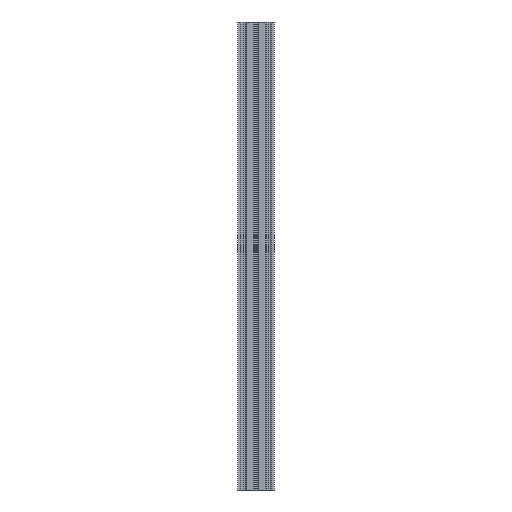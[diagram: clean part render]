
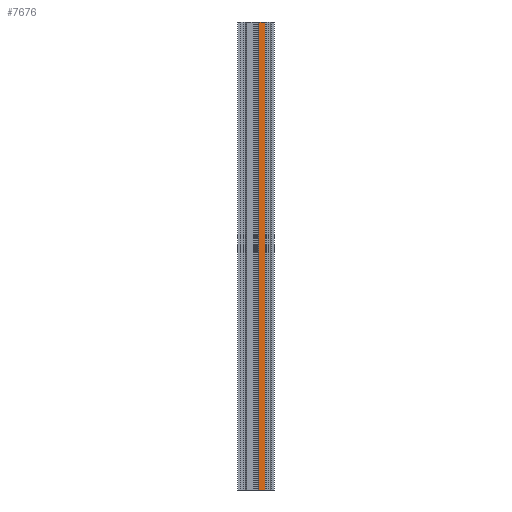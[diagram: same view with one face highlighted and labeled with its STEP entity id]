
A CAD part, left-side view. The second image highlights one B-rep face of the part: STEP entity #7676.
In plain terms, the highlighted planar face has unit normal (-1, 0, 0).
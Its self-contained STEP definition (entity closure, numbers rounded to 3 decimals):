
#32 = PLANE('',#33);
#33 = AXIS2_PLACEMENT_3D('',#34,#35,#36);
#34 = CARTESIAN_POINT('',(-100.,-100.,760.));
#35 = DIRECTION('',(0.,0.,1.));
#36 = DIRECTION('',(1.,0.,0.));
#1525 = VERTEX_POINT('',#1526);
#1526 = CARTESIAN_POINT('',(-10.,-4.58,760.));
#1539 = PLANE('',#1540);
#1540 = AXIS2_PLACEMENT_3D('',#1541,#1542,#1543);
#1541 = CARTESIAN_POINT('',(-2.71,2.71,1500.));
#1542 = DIRECTION('',(0.707,-0.707,0.));
#1543 = DIRECTION('',(0.707,0.707,0.));
#1550 = EDGE_CURVE('',#1525,#1551,#1553,.T.);
#1551 = VERTEX_POINT('',#1552);
#1552 = CARTESIAN_POINT('',(-10.,-15.42,760.));
#1553 = SURFACE_CURVE('',#1554,(#1558,#1564),.PCURVE_S1.);
#1554 = LINE('',#1555,#1556);
#1555 = CARTESIAN_POINT('',(-10.,-50.,760.));
#1556 = VECTOR('',#1557,1.);
#1557 = DIRECTION('',(0.,-1.,0.));
#1558 = PCURVE('',#32,#1559);
#1559 = DEFINITIONAL_REPRESENTATION('',(#1560),#1563);
#1560 = B_SPLINE_CURVE_WITH_KNOTS('',1,(#1561,#1562),.UNSPECIFIED.,.F.,
  .F.,(2,2),(-46.504,-33.496),.PIECEWISE_BEZIER_KNOTS.);
#1561 = CARTESIAN_POINT('',(90.,96.504));
#1562 = CARTESIAN_POINT('',(90.,83.496));
#1563 = ( GEOMETRIC_REPRESENTATION_CONTEXT(2) 
PARAMETRIC_REPRESENTATION_CONTEXT() REPRESENTATION_CONTEXT('2D SPACE',''
  ) );
#1564 = PCURVE('',#1565,#1570);
#1565 = PLANE('',#1566);
#1566 = AXIS2_PLACEMENT_3D('',#1567,#1568,#1569);
#1567 = CARTESIAN_POINT('',(-10.,0.,1500.));
#1568 = DIRECTION('',(-1.,0.,0.));
#1569 = DIRECTION('',(0.,0.,1.));
#1570 = DEFINITIONAL_REPRESENTATION('',(#1571),#1574);
#1571 = B_SPLINE_CURVE_WITH_KNOTS('',1,(#1572,#1573),.UNSPECIFIED.,.F.,
  .F.,(2,2),(-46.504,-33.496),.PIECEWISE_BEZIER_KNOTS.);
#1572 = CARTESIAN_POINT('',(-740.,-3.496));
#1573 = CARTESIAN_POINT('',(-740.,-16.504));
#1574 = ( GEOMETRIC_REPRESENTATION_CONTEXT(2) 
PARAMETRIC_REPRESENTATION_CONTEXT() REPRESENTATION_CONTEXT('2D SPACE',''
  ) );
#1591 = PLANE('',#1592);
#1592 = AXIS2_PLACEMENT_3D('',#1593,#1594,#1595);
#1593 = CARTESIAN_POINT('',(-12.71,-12.71,1500.));
#1594 = DIRECTION('',(-0.707,-0.707,0.));
#1595 = DIRECTION('',(0.707,-0.707,0.));
#4235 = PLANE('',#4236);
#4236 = AXIS2_PLACEMENT_3D('',#4237,#4238,#4239);
#4237 = CARTESIAN_POINT('',(0.,0.,0.));
#4238 = DIRECTION('',(0.,0.,1.));
#4239 = DIRECTION('',(1.,0.,0.));
#7632 = VERTEX_POINT('',#7633);
#7633 = CARTESIAN_POINT('',(-10.,-15.42,0.));
#7656 = EDGE_CURVE('',#1551,#7632,#7657,.T.);
#7657 = SURFACE_CURVE('',#7658,(#7662,#7669),.PCURVE_S1.);
#7658 = LINE('',#7659,#7660);
#7659 = CARTESIAN_POINT('',(-10.,-15.42,1500.));
#7660 = VECTOR('',#7661,1.);
#7661 = DIRECTION('',(-0.,-0.,-1.));
#7662 = PCURVE('',#1591,#7663);
#7663 = DEFINITIONAL_REPRESENTATION('',(#7664),#7668);
#7664 = LINE('',#7665,#7666);
#7665 = CARTESIAN_POINT('',(3.833,0.));
#7666 = VECTOR('',#7667,1.);
#7667 = DIRECTION('',(0.,-1.));
#7668 = ( GEOMETRIC_REPRESENTATION_CONTEXT(2) 
PARAMETRIC_REPRESENTATION_CONTEXT() REPRESENTATION_CONTEXT('2D SPACE',''
  ) );
#7669 = PCURVE('',#1565,#7670);
#7670 = DEFINITIONAL_REPRESENTATION('',(#7671),#7675);
#7671 = LINE('',#7672,#7673);
#7672 = CARTESIAN_POINT('',(0.,-15.42));
#7673 = VECTOR('',#7674,1.);
#7674 = DIRECTION('',(-1.,0.));
#7675 = ( GEOMETRIC_REPRESENTATION_CONTEXT(2) 
PARAMETRIC_REPRESENTATION_CONTEXT() REPRESENTATION_CONTEXT('2D SPACE',''
  ) );
#7676 = ADVANCED_FACE('',(#7677),#1565,.T.);
#7677 = FACE_BOUND('',#7678,.T.);
#7678 = EDGE_LOOP('',(#7679,#7702,#7703,#7704));
#7679 = ORIENTED_EDGE('',*,*,#7680,.F.);
#7680 = EDGE_CURVE('',#7632,#7681,#7683,.T.);
#7681 = VERTEX_POINT('',#7682);
#7682 = CARTESIAN_POINT('',(-10.,-4.58,0.));
#7683 = SURFACE_CURVE('',#7684,(#7688,#7695),.PCURVE_S1.);
#7684 = LINE('',#7685,#7686);
#7685 = CARTESIAN_POINT('',(-10.,0.,0.));
#7686 = VECTOR('',#7687,1.);
#7687 = DIRECTION('',(0.,1.,0.));
#7688 = PCURVE('',#1565,#7689);
#7689 = DEFINITIONAL_REPRESENTATION('',(#7690),#7694);
#7690 = LINE('',#7691,#7692);
#7691 = CARTESIAN_POINT('',(-1500.,0.));
#7692 = VECTOR('',#7693,1.);
#7693 = DIRECTION('',(0.,1.));
#7694 = ( GEOMETRIC_REPRESENTATION_CONTEXT(2) 
PARAMETRIC_REPRESENTATION_CONTEXT() REPRESENTATION_CONTEXT('2D SPACE',''
  ) );
#7695 = PCURVE('',#4235,#7696);
#7696 = DEFINITIONAL_REPRESENTATION('',(#7697),#7701);
#7697 = LINE('',#7698,#7699);
#7698 = CARTESIAN_POINT('',(-10.,0.));
#7699 = VECTOR('',#7700,1.);
#7700 = DIRECTION('',(0.,1.));
#7701 = ( GEOMETRIC_REPRESENTATION_CONTEXT(2) 
PARAMETRIC_REPRESENTATION_CONTEXT() REPRESENTATION_CONTEXT('2D SPACE',''
  ) );
#7702 = ORIENTED_EDGE('',*,*,#7656,.F.);
#7703 = ORIENTED_EDGE('',*,*,#1550,.F.);
#7704 = ORIENTED_EDGE('',*,*,#7705,.T.);
#7705 = EDGE_CURVE('',#1525,#7681,#7706,.T.);
#7706 = SURFACE_CURVE('',#7707,(#7711,#7718),.PCURVE_S1.);
#7707 = LINE('',#7708,#7709);
#7708 = CARTESIAN_POINT('',(-10.,-4.58,1500.));
#7709 = VECTOR('',#7710,1.);
#7710 = DIRECTION('',(-0.,-0.,-1.));
#7711 = PCURVE('',#1565,#7712);
#7712 = DEFINITIONAL_REPRESENTATION('',(#7713),#7717);
#7713 = LINE('',#7714,#7715);
#7714 = CARTESIAN_POINT('',(0.,-4.58));
#7715 = VECTOR('',#7716,1.);
#7716 = DIRECTION('',(-1.,0.));
#7717 = ( GEOMETRIC_REPRESENTATION_CONTEXT(2) 
PARAMETRIC_REPRESENTATION_CONTEXT() REPRESENTATION_CONTEXT('2D SPACE',''
  ) );
#7718 = PCURVE('',#1539,#7719);
#7719 = DEFINITIONAL_REPRESENTATION('',(#7720),#7724);
#7720 = LINE('',#7721,#7722);
#7721 = CARTESIAN_POINT('',(-10.31,0.));
#7722 = VECTOR('',#7723,1.);
#7723 = DIRECTION('',(0.,-1.));
#7724 = ( GEOMETRIC_REPRESENTATION_CONTEXT(2) 
PARAMETRIC_REPRESENTATION_CONTEXT() REPRESENTATION_CONTEXT('2D SPACE',''
  ) );
